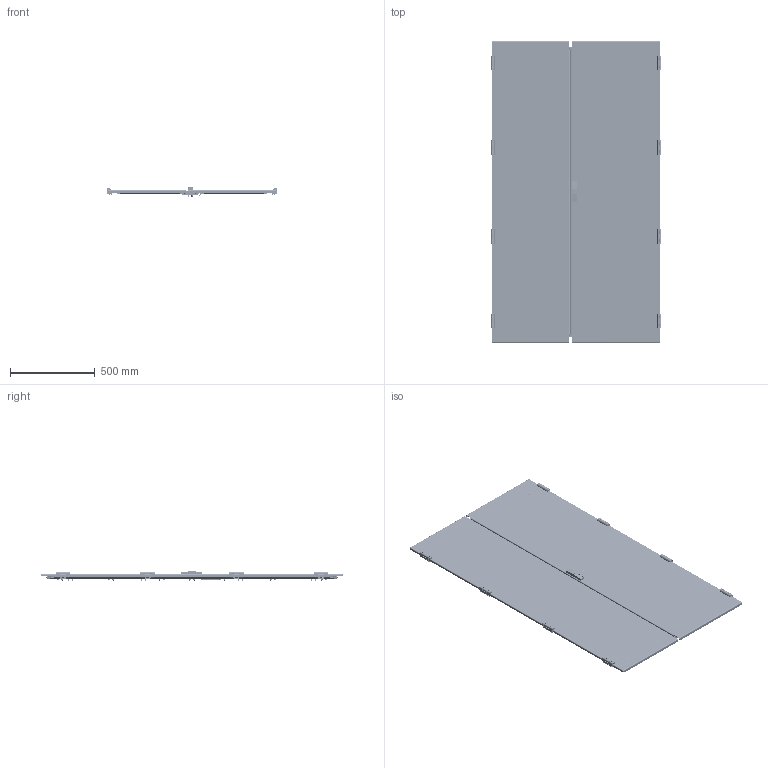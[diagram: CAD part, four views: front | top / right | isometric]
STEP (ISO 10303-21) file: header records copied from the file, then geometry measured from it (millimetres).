
FILE_DESCRIPTION (( 'STEP AP203' ), '1' );
FILE_NAME ('UR88307180100 Äâåðü ãëóõàÿ äâóõñòâîð÷àòàÿ RS52 180.100 ÍÏ ÍÇÌ (000.801.691-01).STEP', '2022-04-11T11:52:14', ( '' ), ( '' ), 'SwSTEP 2.0', 'SolidWorks 2017', '' );
FILE_SCHEMA (( 'CONFIG_CONTROL_DESIGN' ));
Length unit declared in the file: millimetre
Products named in the file (60): UR88307180100 Äâåðü ãëóõàÿ äâóõñòâîð÷àòàÿ RS52 180.100 ÍÏ ÍÇÌ (000.801.691-01); 024-453 砑僔蠂縺; 000.169.189 Êðîíøòåéí â ñáîðå; Óïëîòíèòåëü ÏÏÓ äëÿ äâåðè ëåâîé LC3_10 (180å50); Çàêëåïêà ðåçüáîâàÿ óìåíüøåííûé áîðòèê øåñòèãðàííàÿ_Œ5å14; 028-98 Ñêîáà; Øïèëüêà ðåçüáîâàÿ ñ î÷èñòêîé îò êðàñêè_Œ6å12; 000.169.195 Óïîð äâåðè; 064-14 ﾘ琺矜; 000.800.123 Ìåõàíèçì çàïîðíûé RS52_‡ ªàëâ®; 026-790 Óãîëîê çàïîðíîãî ìåõàíèçìà; 000.203.356 Äâåðü ëåâàÿ RS52 180.00 ÍÏ ÍÌÇ_180.100; 000.800.086 Ïëàíêà çàïîðíàÿ LC3_02 (180.00); 054-264 栺鍣罻 襠_03; 028-149 Ðû÷àã íîâûé; 028-132 Òÿãà ïëîñêàÿ_01 (­¨¦­ïï); 029-456 Ñîåäèíèòåëü óãëîâîé ðàìêè äâåðè RS52 ÃË; MS896 Çàìîê-íàêëàäêà îñíîâíàÿ äëÿ LC_‡ ªàëâ®; Óïëîòíèòåëü ÏÏÓ äëÿ äâåðè ïðàâîé LC3_10 (180å50); Øïèëüêà çàçåìëåíèÿ CKF CS_Œ6å16; Âèíò DIN 7984 TORX_Œ5å10; Âèíò DIN 7500 C TORX_Œ5å12; Çàêëåïêà òÿãîâàÿ ãëóõàÿ_4,8å12_6¬¬; Øïèëüêà ðåçüáîâàÿ Ì6_Œ6å12; 蹴濋趌5915_M5; Âèíò DIN 7500 C TORX_Œ5å16; 037-53 Âíóòðåííÿÿ ÷àñòü ïåòëè íàðóæíîé; 028-135 Ñêîáà; 028-142 ﾒ聰_02; 000.800.087 Ïëàíêà çàïîðíàÿ LC3_02 (180.00); 012-2144 Ïàíåëü äâåðè ëåâîé RS52 180.00 ÍÏ ÍÌÇ_180.100; Øàéáà 6402 Ò_Œ6; 025-244 Ïëàíêà çàïîðíàÿ LC3_02 (180.00); 026-877 赶鎀鍧; 016-95 Øòûðü ïåòëè íàðóæíîé LC3; 050-61 鎗鵻罻; 000.231.065 Ðàìà óñèëèâàþùàÿ RS52_13 (180.50); 048-07 Ïðóæèíà ïåòëè íàðóæíîé çàæèìíàÿ; 000.210.661 Îñíîâàíèå äâåðè ïðàâîé RS52 180.00 ÍÏ ÍÌÇ_200.100; Óïëîòíèòåëü òèï Å äâåðè ëåâîé RS52 ...
Assembly tree (279 placements, depth 5):
  UR88307180100 Äâåðü ãëóõàÿ äâóõñòâîð÷àòàÿ RS52 180.100 ÍÏ ÍÇÌ (000.801.691-01)
    000.203.356 Äâåðü ëåâàÿ RS52 180.00 ÍÏ ÍÌÇ_180.100
      000.210.660 Îñíîâàíèå äâåðè ëåâîé RS52 180.00 ÍÏ ÍÌÇ_180.100
        012-2144 Ïàíåëü äâåðè ëåâîé RS52 180.00 ÍÏ ÍÌÇ_180.100
        Øïèëüêà ðåçüáîâàÿ Ì6_Œ5å12  x24
        Øïèëüêà çàçåìëåíèÿ CKF CS_Œ6å16  x2
      000.231.065 Ðàìà óñèëèâàþùàÿ RS52_13 (180.50)
        Âèíò DIN 7500 C TORX_Œ5å16  x8
        054-265 砐櫇謥玁縺 襠_ 03  x2
        054-264 栺鍣罻 襠_03  x2
        029-456 Ñîåäèíèòåëü óãëîâîé ðàìêè äâåðè RS52 ÃË  x4
      Ãàéêà Ýðèêñîíà Ì5 ñ ïëîñêîé ãîëîâêîé  x10
      Óïëîòíèòåëü ÏÏÓ äëÿ äâåðè ëåâîé LC3_10 (180å50)
      028-135 Ñêîáà  x4
      Çàêëåïêà ðåçüáîâàÿ óìåíüøåííûé áîðòèê øåñòèãðàííàÿ_Œ5å14  x8
      Âèíò ISO 10642 TX_Œ5å16  x8
      Óïëîòíèòåëü òèï Å äâåðè ëåâîé RS52  x2
      000.169.189 Êðîíøòåéí â ñáîðå  x6
        026-877 赶鎀鍧
        Øïèëüêà ðåçüáîâàÿ ñ î÷èñòêîé îò êðàñêè_Œ6å12
      Ãàéêà øåñòèãðàííàÿ âûñîêàÿ ñàìîñòîïîðÿùàÿñÿ ñ ôëàíöåì ÃÎÑÒ ISO 7043_Œ6  x6
      蹴濋趌5915_M5  x14
      嵑殧趌11371_5  x15
      嵑殧趌6402_5  x14
      Øàéáà 6402 Ò_Œ6  x6
      050-61 鎗鵻罻  x6
      000.800.124 Ìåõàíèçì çàïîðíûé äâóñòâîð÷àòîé äâåðè RS52_02 (180)
        028-142 ﾒ聰_02  x2
        000.800.123 Ìåõàíèçì çàïîðíûé RS52_‡ ªàëâ®
          028-132 Òÿãà ïëîñêàÿ_00 (¢¥àå­ïï)
          028-132 Òÿãà ïëîñêàÿ_01 (­¨¦­ïï)
          064-14 ﾘ琺矜  x3
          Çàêëåïêà òÿãîâàÿ ãëóõàÿ_4,8å12_6¬¬  x3
          026-790 Óãîëîê çàïîðíîãî ìåõàíèçìà
          028-149 Ðû÷àã íîâûé
        Çàêëåïêà òÿãîâàÿ ãëóõàÿ_4,8å12_6¬¬  x2
        064-14 ﾘ琺矜  x2
    000.203.357 Äâåðü ïðàâàÿ RS52 180.00 ÍÏ ÍÌÇ_220.100
      000.210.661 Îñíîâàíèå äâåðè ïðàâîé RS52 180.00 ÍÏ ÍÌÇ_200.100
        012-2145 Ïàíåëü äâåðè ïðàâîé RS52 180.00 ÍÏ ÍÌÇ_200.100
        Øïèëüêà ðåçüáîâàÿ Ì6_Œ5å12  x10
        Øïèëüêà çàçåìëåíèÿ CKF CS_Œ6å16  x2
        Øïèëüêà ðåçüáîâàÿ Ì6_Œ6å12  x6
      MS896 Çàìîê-íàêëàäêà îñíîâíàÿ äëÿ LC_‡ ªàëâ®
      Âèíò ISO 10642 TX_Œ5å10  x2
      040-172 Ïëàíêà çàïîðíàÿ_00
      000.800.086 Ïëàíêà çàïîðíàÿ LC3_02 (180.00)
        025-244 Ïëàíêà çàïîðíàÿ LC3_02 (180.00)
        028-98 Ñêîáà  x2
      000.800.087 Ïëàíêà çàïîðíàÿ LC3_02 (180.00)
        025-245 Ïëàíêà çàïîðíàÿ LC3_02 (180.00)
        028-98 Ñêîáà  x2
      Øàéáà 6402 Ò_Œ6  x6
      Ãàéêà øåñòèãðàííàÿ âûñîêàÿ ñàìîñòîïîðÿùàÿñÿ ñ ôëàíöåì ÃÎÑÒ ISO 7043_Œ6  x6
      000.231.065 Ðàìà óñèëèâàþùàÿ RS52_13 (180.50)
        Âèíò DIN 7500 C TORX_Œ5å16  x8
        054-265 砐櫇謥玁縺 襠_ 03  x2
        054-264 栺鍣罻 襠_03  x2
        029-456 Ñîåäèíèòåëü óãëîâîé ðàìêè äâåðè RS52 ÃË  x4
      Ãàéêà Ýðèêñîíà Ì5 ñ ïëîñêîé ãîëîâêîé  x10
Bounding box: 1005 x 1784 x 55 mm (x, y, z)
Volume: 5654551.4 mm3; surface area: 5682063.1 mm2
Topology: 334 solids, 338 shells, 11264 faces, 28301 edges, 17693 vertices
Faces by surface type: cylinder 4748, plane 4398, cone 1064, torus 596, bspline 408, sphere 50
Entity records: 92489 total; most frequent: CARTESIAN_POINT 19707, DIRECTION 13435, ORIENTED_EDGE 11988, EDGE_CURVE 5997, AXIS2_PLACEMENT_3D 5098, VERTEX_POINT 3732, VECTOR 3239, LINE 3239
